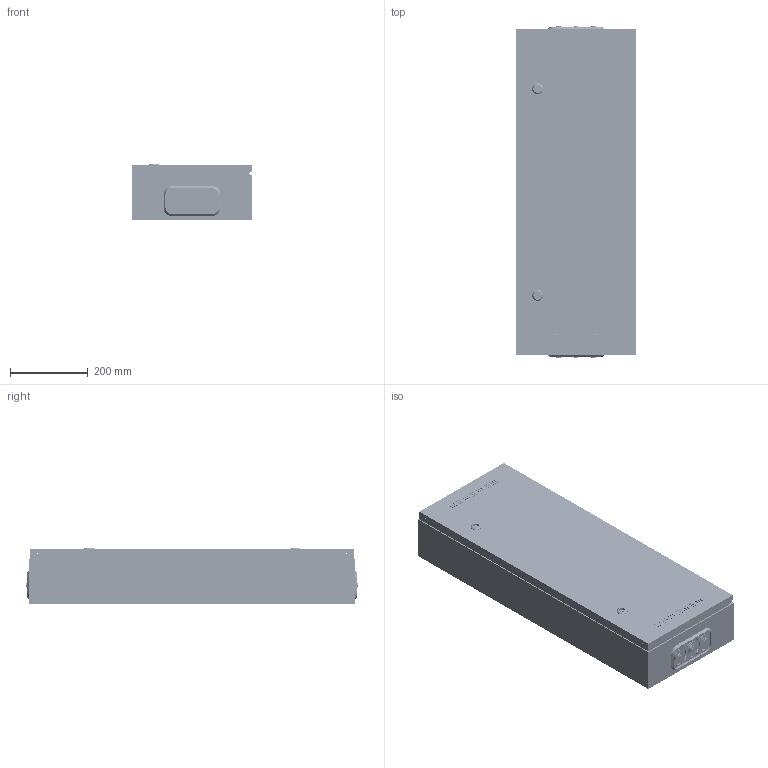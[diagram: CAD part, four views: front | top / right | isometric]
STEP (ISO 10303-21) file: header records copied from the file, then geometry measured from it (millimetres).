
FILE_DESCRIPTION (( 'STEP AP214' ), '1' );
FILE_NAME ('TI5-51-N-1X060-30 TITAN 5 Êîðïóñ êîìáèíèðîâàííûé ÙÐí-36 (1õ60) áåëûé IEK.STEP', '2024-12-06T12:34:18', ( '' ), ( '' ), 'SwSTEP 2.0', 'SolidWorks 2022', '' );
FILE_SCHEMA (( 'AUTOMOTIVE_DESIGN' ));
Length unit declared in the file: millimetre
Products named in the file (1): TI5-51-N-1X060-30 TITAN 5 Корпус комбинированный ЩРн-36 (1х60) белый IEK
Bounding box: 310 x 851.35 x 144.1 mm (x, y, z)
Volume: 2903091.2 mm3; surface area: 2971322 mm2
Topology: 73 solids, 91 shells, 9820 faces, 26463 edges, 17226 vertices
Faces by surface type: plane 5037, cylinder 3316, bspline 563, cone 539, torus 252, sphere 113
Entity records: 478738 total; most frequent: CARTESIAN_POINT 121778, ORIENTED_EDGE 52866, DIRECTION 49252, EDGE_CURVE 26433, VERTEX_POINT 17226, AXIS2_PLACEMENT_3D 16669, VECTOR 15914, LINE 15914
